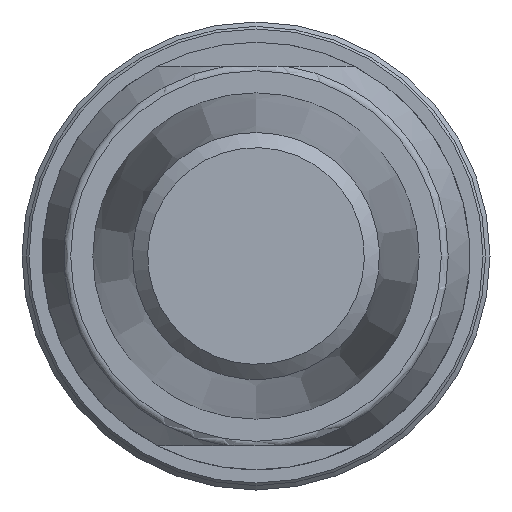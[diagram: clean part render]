
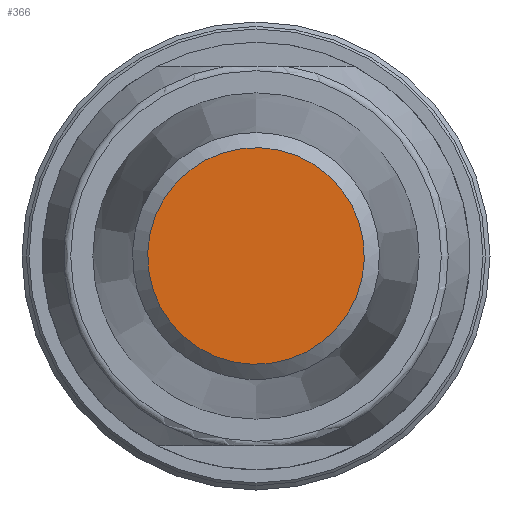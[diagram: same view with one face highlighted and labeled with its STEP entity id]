
A CAD part, left-side view. The second image highlights one B-rep face of the part: STEP entity #366.
In plain terms, the highlighted planar face has unit normal (-1, 0, 0).
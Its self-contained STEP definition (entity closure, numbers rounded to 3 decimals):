
#178=PLANE('',#1172);
#366=ADVANCED_FACE('',(#464),#178,.T.);
#464=FACE_OUTER_BOUND('',#493,.T.);
#493=EDGE_LOOP('',(#771));
#656=CIRCLE('',#1171,4.283);
#771=ORIENTED_EDGE('',*,*,#1061,.T.);
#958=VERTEX_POINT('',#1782);
#1061=EDGE_CURVE('',#958,#958,#656,.T.);
#1171=AXIS2_PLACEMENT_3D('',#1781,#1369,#1370);
#1172=AXIS2_PLACEMENT_3D('',#1783,#1371,#1372);
#1369=DIRECTION('',(-1.,0.,0.));
#1370=DIRECTION('',(0.,0.924,0.382));
#1371=DIRECTION('',(-1.,0.,0.));
#1372=DIRECTION('',(0.,0.924,0.382));
#1781=CARTESIAN_POINT('',(-38.1,0.,0.));
#1782=CARTESIAN_POINT('',(-38.1,3.959,1.636));
#1783=CARTESIAN_POINT('',(-38.1,0.,0.));
